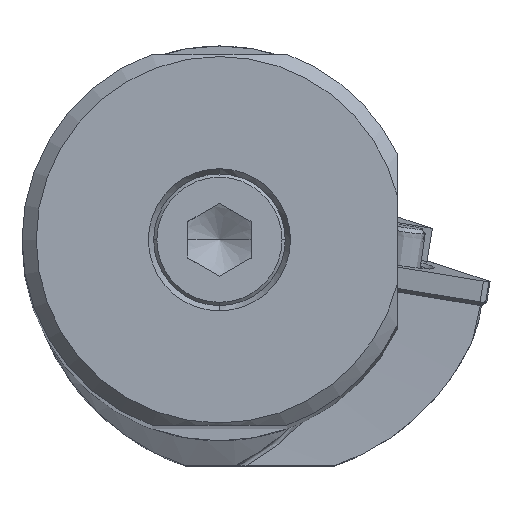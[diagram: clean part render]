
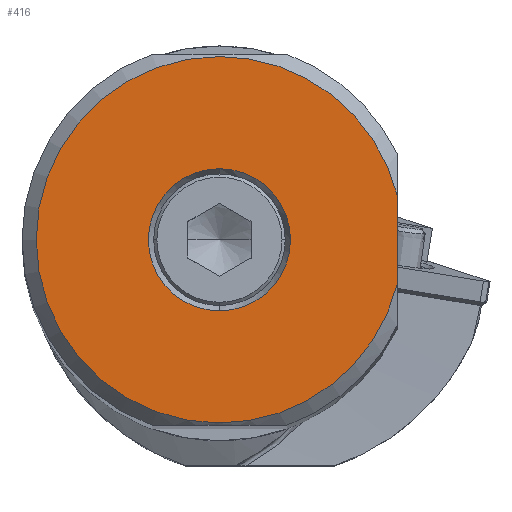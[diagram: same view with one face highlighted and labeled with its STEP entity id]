
A CAD part, top view. The second image highlights one B-rep face of the part: STEP entity #416.
In plain terms, the highlighted planar face has unit normal (0, 0, 1).
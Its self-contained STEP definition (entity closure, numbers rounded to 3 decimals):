
#81=FACE_BOUND('',#874,.T.);
#82=FACE_BOUND('',#875,.T.);
#416=ADVANCED_FACE('',(#81,#82),#577,.T.);
#577=PLANE('',#3922);
#874=EDGE_LOOP('',(#1892,#1893,#1894,#1895));
#875=EDGE_LOOP('',(#1896,#1897));
#1088=LINE('',#6374,#1312);
#1312=VECTOR('',#4537,1.);
#1892=ORIENTED_EDGE('',*,*,#3152,.F.);
#1893=ORIENTED_EDGE('',*,*,#3151,.F.);
#1894=ORIENTED_EDGE('',*,*,#3150,.F.);
#1895=ORIENTED_EDGE('',*,*,#3132,.T.);
#1896=ORIENTED_EDGE('',*,*,#3156,.F.);
#1897=ORIENTED_EDGE('',*,*,#3157,.F.);
#2706=VERTEX_POINT('',#6373);
#2707=VERTEX_POINT('',#6375);
#2721=VERTEX_POINT('',#6422);
#2722=VERTEX_POINT('',#6424);
#2724=VERTEX_POINT('',#6440);
#2725=VERTEX_POINT('',#6441);
#3132=EDGE_CURVE('',#2707,#2706,#1088,.T.);
#3150=EDGE_CURVE('',#2707,#2721,#3529,.T.);
#3151=EDGE_CURVE('',#2721,#2722,#3530,.T.);
#3152=EDGE_CURVE('',#2722,#2706,#3531,.T.);
#3156=EDGE_CURVE('',#2724,#2725,#3532,.T.);
#3157=EDGE_CURVE('',#2725,#2724,#3533,.T.);
#3529=CIRCLE('',#3914,23.2);
#3530=CIRCLE('',#3915,23.2);
#3531=CIRCLE('',#3916,23.2);
#3532=CIRCLE('',#3920,9.);
#3533=CIRCLE('',#3921,9.);
#3914=AXIS2_PLACEMENT_3D('',#6421,#4565,#4566);
#3915=AXIS2_PLACEMENT_3D('',#6423,#4567,#4568);
#3916=AXIS2_PLACEMENT_3D('',#6425,#4569,#4570);
#3920=AXIS2_PLACEMENT_3D('',#6439,#4578,#4579);
#3921=AXIS2_PLACEMENT_3D('',#6442,#4580,#4581);
#3922=AXIS2_PLACEMENT_3D('',#6443,#4582,#4583);
#4537=DIRECTION('',(0.,1.,0.));
#4565=DIRECTION('',(0.,0.,-1.));
#4566=DIRECTION('',(0.97,-0.244,0.));
#4567=DIRECTION('',(0.,0.,-1.));
#4568=DIRECTION('',(0.,-1.,0.));
#4569=DIRECTION('',(0.,0.,-1.));
#4570=DIRECTION('',(0.,1.,0.));
#4578=DIRECTION('',(0.,0.,1.));
#4579=DIRECTION('',(0.,1.,0.));
#4580=DIRECTION('',(0.,0.,1.));
#4581=DIRECTION('',(0.,-1.,0.));
#4582=DIRECTION('',(0.,0.,1.));
#4583=DIRECTION('',(-1.,0.,0.));
#6373=CARTESIAN_POINT('',(22.5,5.656,0.));
#6374=CARTESIAN_POINT('',(22.5,-5.656,0.));
#6375=CARTESIAN_POINT('',(22.5,-5.656,0.));
#6421=CARTESIAN_POINT('',(0.,0.,0.));
#6422=CARTESIAN_POINT('',(0.,-23.2,0.));
#6423=CARTESIAN_POINT('',(0.,0.,0.));
#6424=CARTESIAN_POINT('',(0.,23.2,0.));
#6425=CARTESIAN_POINT('',(0.,0.,0.));
#6439=CARTESIAN_POINT('',(0.,0.,0.));
#6440=CARTESIAN_POINT('',(0.,9.,0.));
#6441=CARTESIAN_POINT('',(0.,-9.,0.));
#6442=CARTESIAN_POINT('',(0.,0.,0.));
#6443=CARTESIAN_POINT('',(-0.35,0.,0.));
